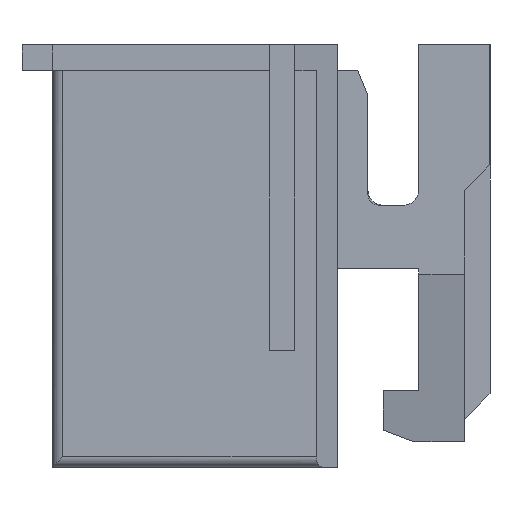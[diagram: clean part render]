
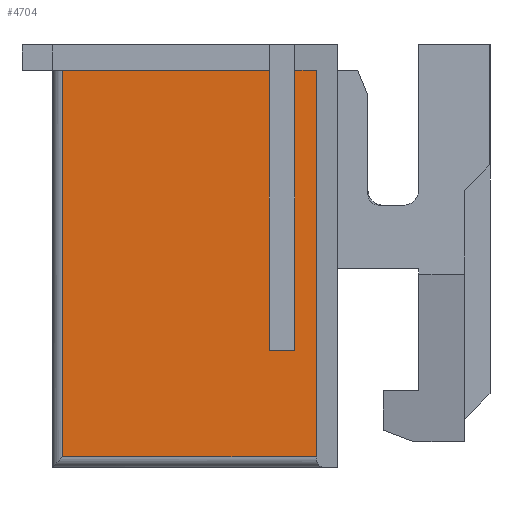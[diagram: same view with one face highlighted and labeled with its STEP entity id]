
A CAD part, left-side view. The second image highlights one B-rep face of the part: STEP entity #4704.
In plain terms, the highlighted planar face has unit normal (-1, 0, 0).
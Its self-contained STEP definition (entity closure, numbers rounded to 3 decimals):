
#670 = EDGE_CURVE ( 'NONE', #14974, #25029, #23329, .T. ) ;
#723 = EDGE_CURVE ( 'NONE', #14974, #6148, #21377, .T. ) ;
#1023 = DIRECTION ( 'NONE',  ( 0., 0., 1. ) ) ;
#1143 = ORIENTED_EDGE ( 'NONE', *, *, #23040, .T. ) ;
#1173 = CARTESIAN_POINT ( 'NONE',  ( -26.35, -2.383, 0.2 ) ) ;
#1718 = LINE ( 'NONE', #26378, #31280 ) ;
#3088 = VERTEX_POINT ( 'NONE', #12834 ) ;
#3615 = EDGE_CURVE ( 'NONE', #20774, #23973, #6421, .T. ) ;
#3733 = VECTOR ( 'NONE', #9142, 1000. ) ;
#4299 = DIRECTION ( 'NONE',  ( 0., 0., -1. ) ) ;
#4340 = LINE ( 'NONE', #24338, #25655 ) ;
#4704 = ADVANCED_FACE ( 'NONE', ( #20522 ), #10055, .T. ) ;
#5546 = EDGE_CURVE ( 'NONE', #6148, #21095, #4340, .T. ) ;
#5624 = CARTESIAN_POINT ( 'NONE',  ( -26.35, -1.465, 2.5 ) ) ;
#5688 = VERTEX_POINT ( 'NONE', #28337 ) ;
#6101 = DIRECTION ( 'NONE',  ( 0., 0., -1. ) ) ;
#6148 = VERTEX_POINT ( 'NONE', #11325 ) ;
#6162 = ORIENTED_EDGE ( 'NONE', *, *, #10289, .T. ) ;
#6421 = LINE ( 'NONE', #11908, #22301 ) ;
#6563 = CARTESIAN_POINT ( 'NONE',  ( -26.35, -1.965, 7.8 ) ) ;
#7337 = ORIENTED_EDGE ( 'NONE', *, *, #21656, .F. ) ;
#8686 = VECTOR ( 'NONE', #14079, 1000. ) ;
#9142 = DIRECTION ( 'NONE',  ( 0., -1., 0. ) ) ;
#9193 = EDGE_CURVE ( 'NONE', #23973, #21095, #21551, .T. ) ;
#10055 = PLANE ( 'NONE',  #24776 ) ;
#10289 = EDGE_CURVE ( 'NONE', #20774, #5688, #1718, .T. ) ;
#11325 = CARTESIAN_POINT ( 'NONE',  ( -26.35, -1.965, 2.5 ) ) ;
#11420 = DIRECTION ( 'NONE',  ( 0., -1., 0. ) ) ;
#11498 = LINE ( 'NONE', #21329, #8686 ) ;
#11908 = CARTESIAN_POINT ( 'NONE',  ( -26.35, 2.6, 7.8 ) ) ;
#12629 = CARTESIAN_POINT ( 'NONE',  ( -26.35, 2.8, 0. ) ) ;
#12834 = CARTESIAN_POINT ( 'NONE',  ( -26.35, -2.382, 0.2 ) ) ;
#12969 = CARTESIAN_POINT ( 'NONE',  ( -26.35, -1.465, 7.8 ) ) ;
#13653 = CARTESIAN_POINT ( 'NONE',  ( -26.35, -1.965, 7.8 ) ) ;
#14079 = DIRECTION ( 'NONE',  ( 0., 1., 0. ) ) ;
#14974 = VERTEX_POINT ( 'NONE', #19079 ) ;
#18513 = ORIENTED_EDGE ( 'NONE', *, *, #3615, .F. ) ;
#19079 = CARTESIAN_POINT ( 'NONE',  ( -26.35, -1.965, 7.8 ) ) ;
#19452 = DIRECTION ( 'NONE',  ( 0., 0., -1. ) ) ;
#19731 = EDGE_LOOP ( 'NONE', ( #1143, #21765, #24229, #22581, #28161, #18513, #6162, #7337 ) ) ;
#20206 = DIRECTION ( 'NONE',  ( -1., 0., 0. ) ) ;
#20522 = FACE_OUTER_BOUND ( 'NONE', #19731, .T. ) ;
#20774 = VERTEX_POINT ( 'NONE', #25679 ) ;
#21095 = VERTEX_POINT ( 'NONE', #5624 ) ;
#21329 = CARTESIAN_POINT ( 'NONE',  ( -26.35, -2.383, 0.2 ) ) ;
#21377 = LINE ( 'NONE', #6563, #22797 ) ;
#21551 = LINE ( 'NONE', #28959, #31782 ) ;
#21656 = EDGE_CURVE ( 'NONE', #3088, #5688, #11498, .T. ) ;
#21765 = ORIENTED_EDGE ( 'NONE', *, *, #670, .F. ) ;
#22301 = VECTOR ( 'NONE', #11420, 1000. ) ;
#22461 = DIRECTION ( 'NONE',  ( 0., 0., 1. ) ) ;
#22581 = ORIENTED_EDGE ( 'NONE', *, *, #5546, .T. ) ;
#22797 = VECTOR ( 'NONE', #6101, 1000. ) ;
#23040 = EDGE_CURVE ( 'NONE', #3088, #25029, #30666, .T. ) ;
#23329 = LINE ( 'NONE', #13653, #3733 ) ;
#23973 = VERTEX_POINT ( 'NONE', #12969 ) ;
#24229 = ORIENTED_EDGE ( 'NONE', *, *, #723, .T. ) ;
#24338 = CARTESIAN_POINT ( 'NONE',  ( -26.35, -1.965, 2.5 ) ) ;
#24776 = AXIS2_PLACEMENT_3D ( 'NONE', #12629, #20206, #22461 ) ;
#25029 = VERTEX_POINT ( 'NONE', #25876 ) ;
#25655 = VECTOR ( 'NONE', #31434, 1000. ) ;
#25679 = CARTESIAN_POINT ( 'NONE',  ( -26.35, 2.6, 7.8 ) ) ;
#25876 = CARTESIAN_POINT ( 'NONE',  ( -26.35, -2.383, 7.8 ) ) ;
#26228 = VECTOR ( 'NONE', #1023, 1000. ) ;
#26378 = CARTESIAN_POINT ( 'NONE',  ( -26.35, 2.6, 7.8 ) ) ;
#28161 = ORIENTED_EDGE ( 'NONE', *, *, #9193, .F. ) ;
#28337 = CARTESIAN_POINT ( 'NONE',  ( -26.35, 2.6, 0.2 ) ) ;
#28959 = CARTESIAN_POINT ( 'NONE',  ( -26.35, -1.465, 7.8 ) ) ;
#30666 = LINE ( 'NONE', #1173, #26228 ) ;
#31280 = VECTOR ( 'NONE', #4299, 1000. ) ;
#31434 = DIRECTION ( 'NONE',  ( 0., 1., 0. ) ) ;
#31782 = VECTOR ( 'NONE', #19452, 1000. ) ;
